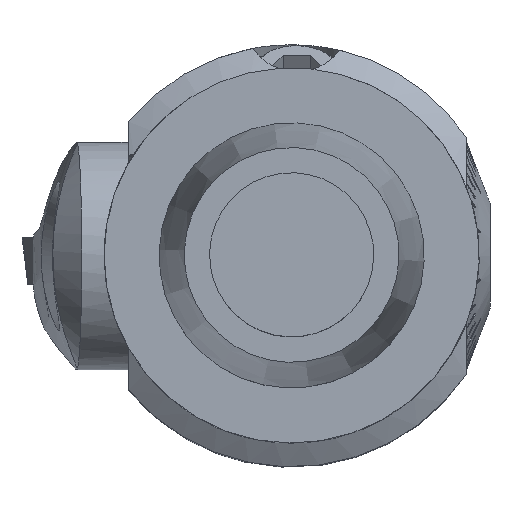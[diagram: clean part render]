
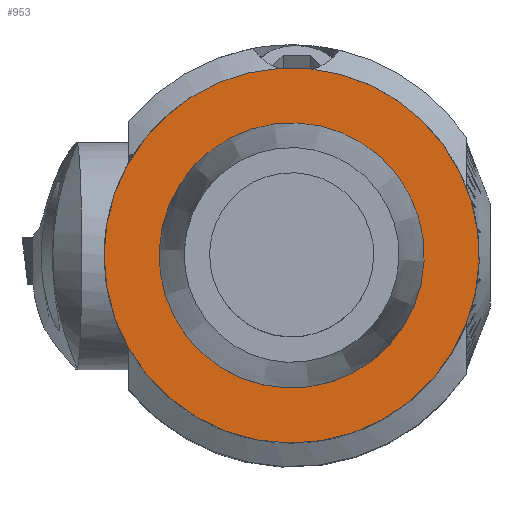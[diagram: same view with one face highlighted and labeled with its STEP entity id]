
A CAD part, top view. The second image highlights one B-rep face of the part: STEP entity #953.
In plain terms, the highlighted planar face has unit normal (0, 0, 1).
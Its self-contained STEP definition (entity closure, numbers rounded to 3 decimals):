
#662=PLANE('',#6892);
#953=ADVANCED_FACE('',(#1338,#1339),#662,.F.);
#1338=FACE_BOUND('',#1410,.T.);
#1339=FACE_BOUND('',#1411,.T.);
#1410=EDGE_LOOP('',(#3288));
#1411=EDGE_LOOP('',(#3289));
#3288=ORIENTED_EDGE('',*,*,#5818,.F.);
#3289=ORIENTED_EDGE('',*,*,#5819,.T.);
#5181=VERTEX_POINT('',#9143);
#5182=VERTEX_POINT('',#9146);
#5818=EDGE_CURVE('',#5181,#5181,#6755,.T.);
#5819=EDGE_CURVE('',#5182,#5182,#6756,.T.);
#6755=CIRCLE('',#6889,8.);
#6756=CIRCLE('',#6891,5.653);
#6889=AXIS2_PLACEMENT_3D('',#9142,#7400,#7401);
#6891=AXIS2_PLACEMENT_3D('',#9145,#7404,#7405);
#6892=AXIS2_PLACEMENT_3D('',#9147,#7406,#7407);
#7400=DIRECTION('',(0.,0.,-1.));
#7401=DIRECTION('',(-1.,0.,0.));
#7404=DIRECTION('',(0.,0.,-1.));
#7405=DIRECTION('',(-0.924,0.383,0.));
#7406=DIRECTION('',(0.,0.,-1.));
#7407=DIRECTION('',(0.924,-0.383,0.));
#9142=CARTESIAN_POINT('',(0.,0.,0.));
#9143=CARTESIAN_POINT('',(-8.,0.,0.));
#9145=CARTESIAN_POINT('',(0.,0.,0.));
#9146=CARTESIAN_POINT('',(-5.221,2.165,0.));
#9147=CARTESIAN_POINT('',(2.165,5.221,0.));
